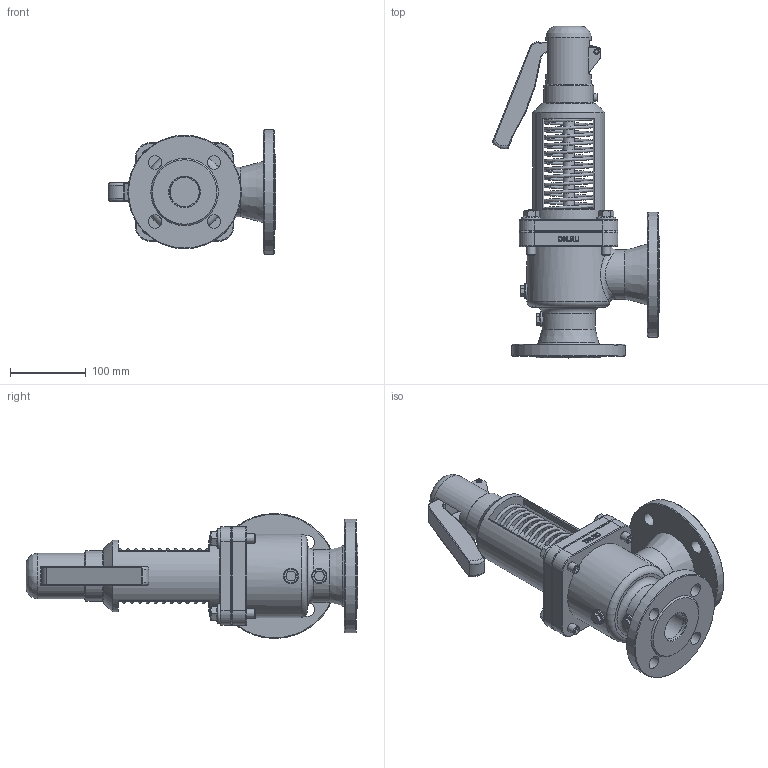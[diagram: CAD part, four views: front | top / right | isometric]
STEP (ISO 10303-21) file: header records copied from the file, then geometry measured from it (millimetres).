
FILE_DESCRIPTION(/* description */ (''),/* implementation_level */ '2;1');
FILE_NAME(/* name */ 'DN40_3D_STEP.stp',/* time_stamp */ '2023-12-21T09:54:16+03:00',/* author */ ('igorr'),/* organization */ (''),/* preprocessor_version */ 'ST-DEVELOPER v19.2',/* originating_system */ 'Autodesk Inventor 2023',/* authorisation */ '');
FILE_SCHEMA (('AUTOMOTIVE_DESIGN { 1 0 10303 214 3 1 1 }'));
Length unit declared in the file: millimetre
Products named in the file (9): Сборка; Деталь1; Деталь2; Деталь3; Деталь4; Деталь5; AS 1110 - M8 x 12; AS 1421 - M12 x 60 засверленный 
конец; DIN 6923 - M12
Assembly tree (15 placements, depth 2):
  Сборка
    Деталь1
    Деталь2
    Деталь3
    Деталь4
    Деталь5
    AS 1110 - M8 x 12  x2
    AS 1421 - M12 x 60 засверленный 
конец  x4
    DIN 6923 - M12  x4
Bounding box: 220.43 x 438 x 165 mm (x, y, z)
Volume: 2335933.4 mm3; surface area: 466113.9 mm2
Topology: 15 solids, 15 shells, 523 faces, 1216 edges, 764 vertices
Faces by surface type: plane 241, cylinder 124, cone 79, torus 46, bspline 33
Full cylindrical faces by diameter (mm): 5 x3, 7 x2, 8 x2, 10 x6, 10.106 x4, 12 x12, 13 x2, 15 x1, 18 x8, 20 x4, 38.543 x1, 40 x3, 45 x1, 50 x3, 59.492 x1, 60 x3, 65 x2, 65.492 x1, 66 x2, 70 x1, 80 x1, 89.992 x1, 95 x1, 112 x1, 150 x1, 165 x1
Entity records: 15134 total; most frequent: CARTESIAN_POINT 5524, DIRECTION 1881, ORIENTED_EDGE 1794, EDGE_CURVE 897, AXIS2_PLACEMENT_3D 742, VERTEX_POINT 572, EDGE_LOOP 483, LINE 397
